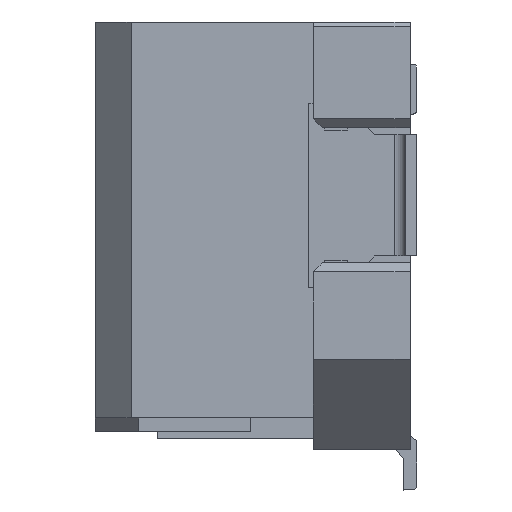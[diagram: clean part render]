
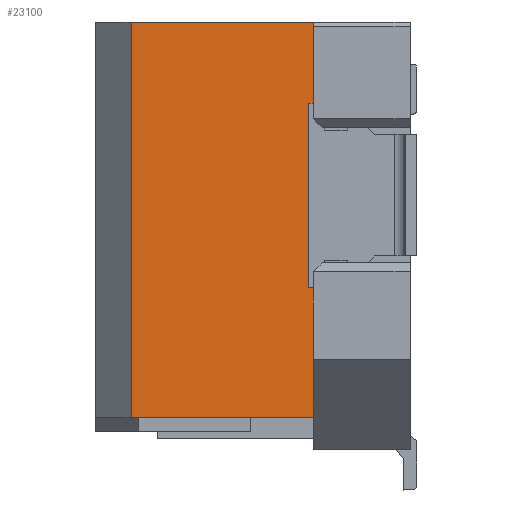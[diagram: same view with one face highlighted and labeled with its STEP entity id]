
A CAD part, left-side view. The second image highlights one B-rep face of the part: STEP entity #23100.
In plain terms, the highlighted planar face has unit normal (-1, 0, 0).
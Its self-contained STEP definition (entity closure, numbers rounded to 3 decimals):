
#21680=CARTESIAN_POINT('',(45.66,-91.45,
7.));
#21690=VERTEX_POINT('',#21680);
#21720=CARTESIAN_POINT('',(45.66,-89.086,
7.));
#21730=DIRECTION('',(0.,-1.,0.));
#21740=VECTOR('',#21730,1.);
#21750=LINE('',#21720,#21740);
#21760=CARTESIAN_POINT('',(45.66,-87.4,
7.));
#21770=VERTEX_POINT('',#21760);
#21780=EDGE_CURVE('',#21770,#21690,#21750,.T.);
#22300=CARTESIAN_POINT('',(45.66,-91.45,
5.35));
#22310=VERTEX_POINT('',#22300);
#22600=CARTESIAN_POINT('',(45.66,-91.45,
0.95));
#22610=VERTEX_POINT('',#22600);
#22640=CARTESIAN_POINT('',(45.66,-91.45,
0.5));
#22650=DIRECTION('',(0.,0.,-1.));
#22660=VECTOR('',#22650,1.);
#22670=LINE('',#22640,#22660);
#22680=EDGE_CURVE('',#22310,#22610,#22670,.T.);
#22730=CARTESIAN_POINT('',(45.66,-86.6,
-2.1));
#22740=DIRECTION('',(-1.,0.,0.));
#22750=DIRECTION('',(0.,0.,-1.));
#22760=AXIS2_PLACEMENT_3D('',#22730,#22740,#22750);
#22770=PLANE('',#22760);
#22780=CARTESIAN_POINT('',(45.66,-91.45,
0.5));
#22790=DIRECTION('',(0.,0.,1.));
#22800=VECTOR('',#22790,1.);
#22810=LINE('',#22780,#22800);
#22820=EDGE_CURVE('',#22310,#21690,#22810,.T.);
#22830=ORIENTED_EDGE('',*,*,#22820,.T.);
#22840=ORIENTED_EDGE('',*,*,#22680,.F.);
#22850=CARTESIAN_POINT('',(45.66,-91.45,
0.5));
#22860=DIRECTION('',(0.,0.,1.));
#22870=VECTOR('',#22860,1.);
#22880=LINE('',#22850,#22870);
#22890=CARTESIAN_POINT('',(45.66,-91.45,
-1.8));
#22900=VERTEX_POINT('',#22890);
#22910=EDGE_CURVE('',#22900,#22610,#22880,.T.);
#22920=ORIENTED_EDGE('',*,*,#22910,.T.);
#22930=CARTESIAN_POINT('',(45.66,-89.086,
-1.8));
#22940=DIRECTION('',(0.,-1.,0.));
#22950=VECTOR('',#22940,1.);
#22960=LINE('',#22930,#22950);
#22970=CARTESIAN_POINT('',(45.66,-87.4,
-1.8));
#22980=VERTEX_POINT('',#22970);
#22990=EDGE_CURVE('',#22980,#22900,#22960,.T.);
#23000=ORIENTED_EDGE('',*,*,#22990,.T.);
#23010=CARTESIAN_POINT('',(45.66,-87.4,
2.6));
#23020=DIRECTION('',(0.,0.,-1.));
#23030=VECTOR('',#23020,1.);
#23040=LINE('',#23010,#23030);
#23050=EDGE_CURVE('',#21770,#22980,#23040,.T.);
#23060=ORIENTED_EDGE('',*,*,#23050,.T.);
#23070=ORIENTED_EDGE('',*,*,#21780,.F.);
#23080=EDGE_LOOP('',(#23070,#23060,#23000,#22920,#22840,#22830));
#23090=FACE_OUTER_BOUND('',#23080,.T.);
#23100=ADVANCED_FACE('',(#23090),#22770,.T.);
